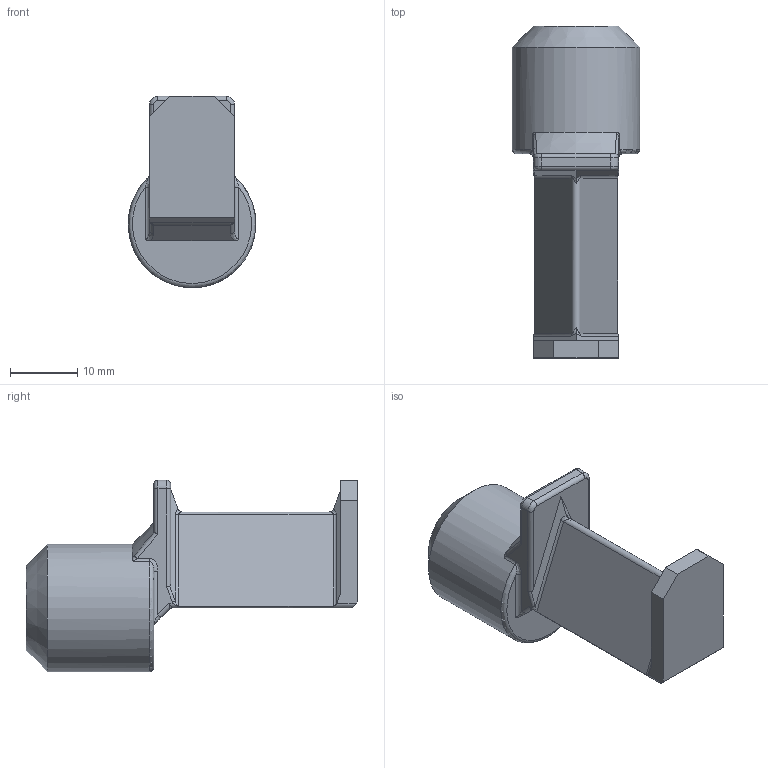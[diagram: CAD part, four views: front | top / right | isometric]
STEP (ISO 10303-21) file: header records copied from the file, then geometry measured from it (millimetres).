
FILE_DESCRIPTION(/* description */ (''),/* implementation_level */ '2;1');
FILE_NAME(/* name */ '3D Printer Pliers Attachment v3.step',/* time_stamp */ '2024-09-16T12:29:17-04:00',/* author */ (''),/* organization */ (''),/* preprocessor_version */ 'ST-DEVELOPER v20',/* originating_system */ 'Autodesk Translation Framework v13.14.0.145',/* authorisation */ '');
FILE_SCHEMA (('AUTOMOTIVE_DESIGN { 1 0 10303 214 3 1 1 }'));
Length unit declared in the file: inch
Products named in the file (1): 3D Printer Pliers Attachment
Bounding box: 19.05 x 49.53 x 28.57 mm (x, y, z)
Volume: 8945 mm3; surface area: 3433.4 mm2
Topology: 1 solids, 1 shells, 72 faces, 181 edges, 109 vertices
Faces by surface type: cylinder 26, plane 23, bspline 20, cone 2, torus 1
Full cylindrical faces by diameter (mm): 19.05 x1
Entity records: 2646 total; most frequent: CARTESIAN_POINT 973, ORIENTED_EDGE 358, DIRECTION 318, EDGE_CURVE 179, AXIS2_PLACEMENT_3D 118, VERTEX_POINT 109, LINE 82, VECTOR 82
